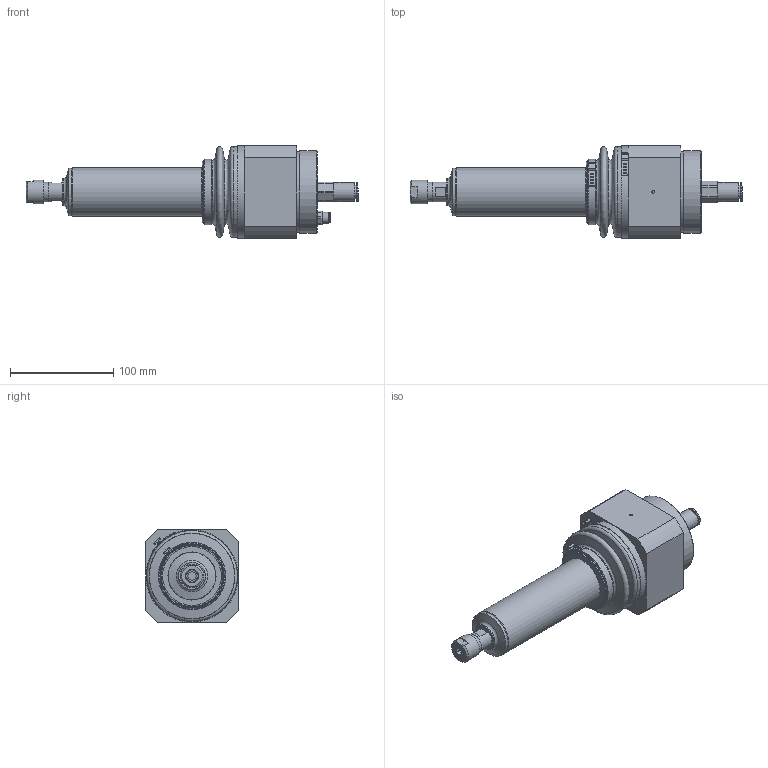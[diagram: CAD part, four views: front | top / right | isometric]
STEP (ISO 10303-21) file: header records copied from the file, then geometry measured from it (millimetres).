
FILE_DESCRIPTION(/* description */ (''),/* implementation_level */ '2;1');
FILE_NAME(/* name */ 'ESR 170_29940075.stp',/* time_stamp */ '2015-03-25T12:43:53+01:00',/* author */ ('ekoch'),/* organization */ (''),/* preprocessor_version */ 'ST-DEVELOPER v15.2',/* originating_system */ 'Autodesk Inventor 2014',/* authorisation */ '');
FILE_SCHEMA (('AUTOMOTIVE_DESIGN { 1 0 10303 214 3 1 1 }'));
Length unit declared in the file: millimetre
Products named in the file (1): ESR 170_29940075
Bounding box: 321.43 x 90 x 90 mm (x, y, z)
Volume: 1050486.1 mm3; surface area: 225610.9 mm2
Topology: 14 solids, 15 shells, 516 faces, 1289 edges, 831 vertices
Faces by surface type: plane 237, cylinder 181, cone 82, torus 15, sphere 1
Full cylindrical faces by diameter (mm): 2.5 x1, 3 x2, 4.917 x4, 6 x4, 6.1 x1, 7.2 x1, 7.95 x1, 8.565 x1, 8.566 x1, 9.728 x1, 9.9 x1, 10.5 x1, 10.6 x1, 12 x1, 13.2 x1, 13.917 x1, 14.95 x2, 15 x3, 17.917 x1, 17.924 x1, 18.4 x1, 18.5 x1, 18.8 x2, 19 x3, 20.4 x1, 23 x1, 26 x1, 28 x1, 31 x1, 40.188 x2
Entity records: 15336 total; most frequent: CARTESIAN_POINT 2983, DIRECTION 2576, ORIENTED_EDGE 2244, EDGE_CURVE 1122, AXIS2_PLACEMENT_3D 1093, VERTEX_POINT 791, EDGE_LOOP 731, CIRCLE 576
